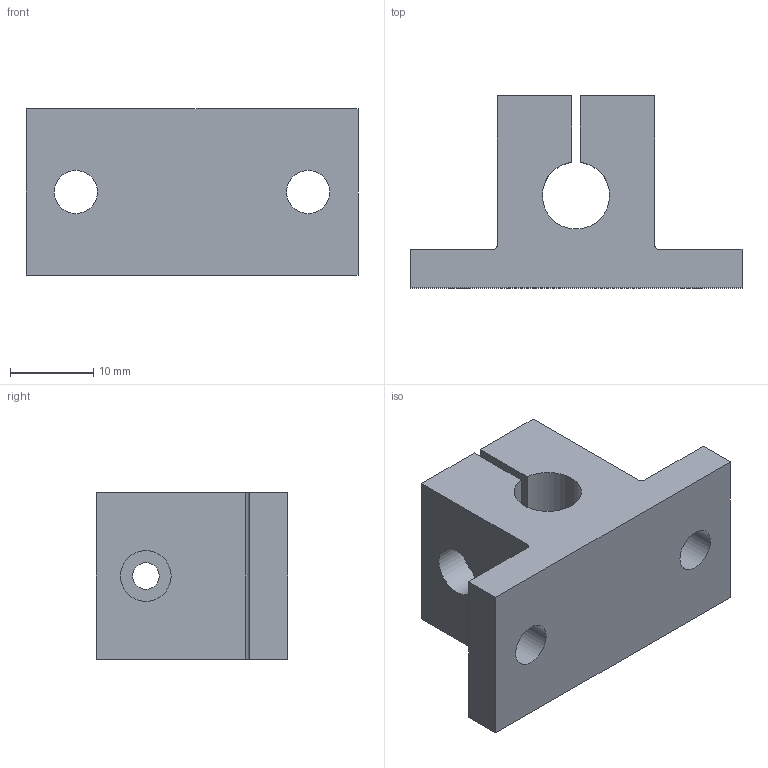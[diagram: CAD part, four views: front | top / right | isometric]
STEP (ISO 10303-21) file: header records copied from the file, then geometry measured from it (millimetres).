
FILE_DESCRIPTION(/* description */ (''),/* implementation_level */ '2;1');
FILE_NAME(/* name */ 'x4_RodHolder.step',/* time_stamp */ '2019-11-12T18:23:38-05:00',/* author */ (''),/* organization */ (''),/* preprocessor_version */ 'ST-DEVELOPER v18',/* originating_system */ 'Autodesk Translation Framework v8.9.1.1155',/* authorisation */ '');
FILE_SCHEMA (('AUTOMOTIVE_DESIGN { 1 0 10303 214 3 1 1 }'));
Length unit declared in the file: millimetre
Products named in the file (1): x4_RodHolder
Bounding box: 40 x 23.12 x 20 mm (x, y, z)
Volume: 9049 mm3; surface area: 4543.1 mm2
Topology: 1 solids, 1 shells, 31 faces, 79 edges, 53 vertices
Faces by surface type: plane 22, cylinder 9
Full cylindrical faces by diameter (mm): 3 x1, 3.2 x2, 5.2 x2, 6.1 x1
Entity records: 996 total; most frequent: CARTESIAN_POINT 164, DIRECTION 162, ORIENTED_EDGE 158, EDGE_CURVE 79, LINE 60, VECTOR 60, VERTEX_POINT 53, AXIS2_PLACEMENT_3D 51
